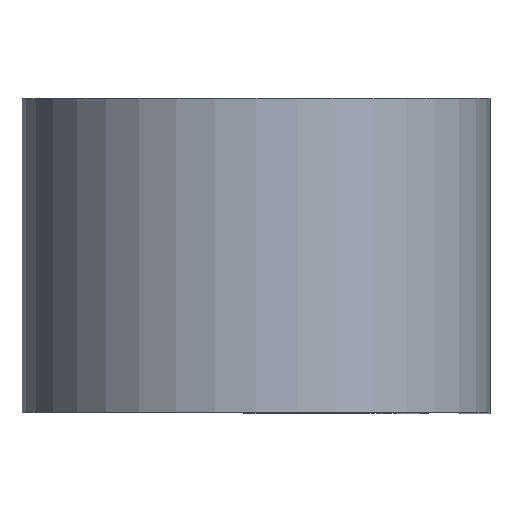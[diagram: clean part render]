
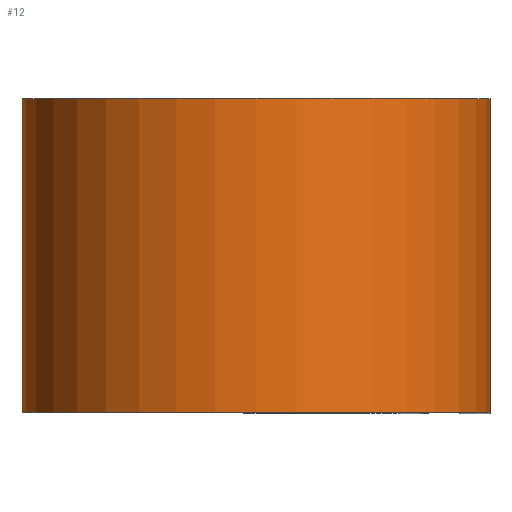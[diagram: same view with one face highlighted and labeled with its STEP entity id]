
A CAD part, top view. The second image highlights one B-rep face of the part: STEP entity #12.
In plain terms, the highlighted cylindrical face has radius 11.836 mm (diameter 23.673 mm), a partial arc.
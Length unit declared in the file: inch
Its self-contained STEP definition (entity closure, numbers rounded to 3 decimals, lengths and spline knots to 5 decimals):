
#12 = ADVANCED_FACE ( 'NONE', ( #385 ), #296, .T. ) ;
#16 = CARTESIAN_POINT ( 'NONE',  ( 0., 0.3125, -0.466 ) ) ;
#30 = DIRECTION ( 'NONE',  ( 0., -1., 0. ) ) ;
#82 = AXIS2_PLACEMENT_3D ( 'NONE', #371, #368, #348 ) ;
#90 = AXIS2_PLACEMENT_3D ( 'NONE', #336, #262, #347 ) ;
#95 = EDGE_LOOP ( 'NONE', ( #493, #537, #361, #584 ) ) ;
#98 = VERTEX_POINT ( 'NONE', #341 ) ;
#118 = CIRCLE ( 'NONE', #82, 0.466 ) ;
#125 = EDGE_CURVE ( 'NONE', #552, #585, #118, .T. ) ;
#141 = VECTOR ( 'NONE', #30, 39.37008 ) ;
#144 = DIRECTION ( 'NONE',  ( 0., -1., 0. ) ) ;
#167 = CARTESIAN_POINT ( 'NONE',  ( 0.466, 0.3125, 0. ) ) ;
#174 = DIRECTION ( 'NONE',  ( 1., 0., 0. ) ) ;
#220 = DIRECTION ( 'NONE',  ( 0., 1., 0. ) ) ;
#262 = DIRECTION ( 'NONE',  ( 0., -1., 0. ) ) ;
#264 = AXIS2_PLACEMENT_3D ( 'NONE', #274, #220, #174 ) ;
#274 = CARTESIAN_POINT ( 'NONE',  ( 0., -0.3125, 0. ) ) ;
#296 = CYLINDRICAL_SURFACE ( 'NONE', #90, 0.466 ) ;
#336 = CARTESIAN_POINT ( 'NONE',  ( 0., 0.3125, 0. ) ) ;
#339 = EDGE_CURVE ( 'NONE', #552, #411, #595, .T. ) ;
#341 = CARTESIAN_POINT ( 'NONE',  ( 0.466, -0.3125, 0. ) ) ;
#347 = DIRECTION ( 'NONE',  ( 0., 0., -1. ) ) ;
#348 = DIRECTION ( 'NONE',  ( 1., 0., 0. ) ) ;
#361 = ORIENTED_EDGE ( 'NONE', *, *, #125, .F. ) ;
#368 = DIRECTION ( 'NONE',  ( 0., 1., 0. ) ) ;
#369 = CARTESIAN_POINT ( 'NONE',  ( 0.466, 0.3125, 0. ) ) ;
#371 = CARTESIAN_POINT ( 'NONE',  ( 0., 0.3125, 0. ) ) ;
#385 = FACE_OUTER_BOUND ( 'NONE', #95, .T. ) ;
#396 = CARTESIAN_POINT ( 'NONE',  ( 0., -0.3125, -0.466 ) ) ;
#403 = VECTOR ( 'NONE', #144, 39.37008 ) ;
#411 = VERTEX_POINT ( 'NONE', #396 ) ;
#463 = LINE ( 'NONE', #167, #403 ) ;
#474 = CARTESIAN_POINT ( 'NONE',  ( 0., 0.3125, -0.466 ) ) ;
#493 = ORIENTED_EDGE ( 'NONE', *, *, #510, .T. ) ;
#510 = EDGE_CURVE ( 'NONE', #411, #98, #627, .T. ) ;
#537 = ORIENTED_EDGE ( 'NONE', *, *, #631, .F. ) ;
#552 = VERTEX_POINT ( 'NONE', #474 ) ;
#584 = ORIENTED_EDGE ( 'NONE', *, *, #339, .T. ) ;
#585 = VERTEX_POINT ( 'NONE', #369 ) ;
#595 = LINE ( 'NONE', #16, #141 ) ;
#627 = CIRCLE ( 'NONE', #264, 0.466 ) ;
#631 = EDGE_CURVE ( 'NONE', #585, #98, #463, .T. ) ;
